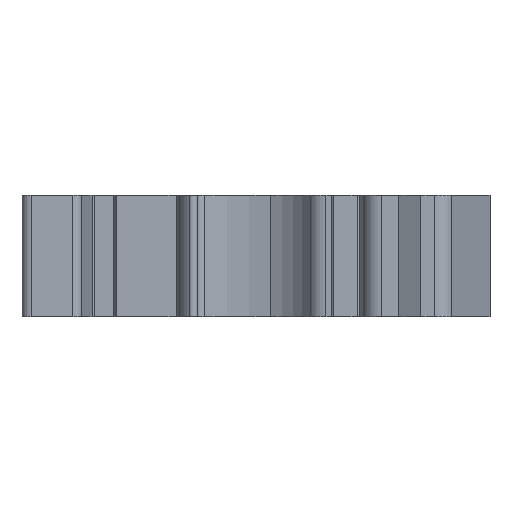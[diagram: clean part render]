
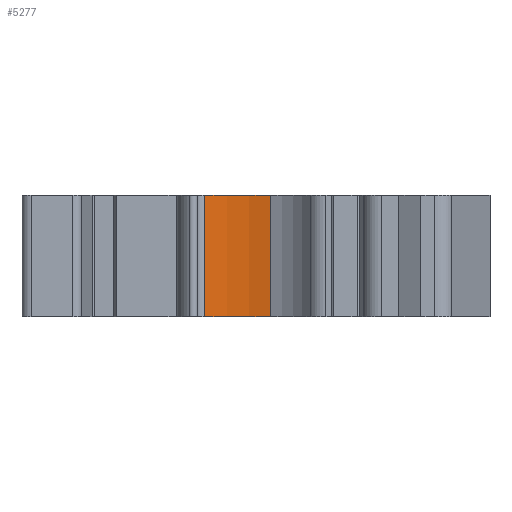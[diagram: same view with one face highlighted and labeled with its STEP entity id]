
A CAD part, front view. The second image highlights one B-rep face of the part: STEP entity #5277.
In plain terms, the highlighted cylindrical face has radius 15.95 mm (diameter 31.9 mm), a partial arc.
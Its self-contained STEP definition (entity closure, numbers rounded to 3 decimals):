
#132=CYLINDRICAL_SURFACE('',#5589,15.95);
#452=LINE('',#7983,#829);
#453=LINE('',#7989,#830);
#829=VECTOR('',#6491,1000.);
#830=VECTOR('',#6498,1000.);
#1685=ORIENTED_EDGE('',*,*,#2492,.T.);
#1686=ORIENTED_EDGE('',*,*,#2493,.T.);
#1687=ORIENTED_EDGE('',*,*,#2489,.F.);
#1688=ORIENTED_EDGE('',*,*,#2494,.F.);
#2489=EDGE_CURVE('',#2907,#2908,#452,.T.);
#2492=EDGE_CURVE('',#2909,#2910,#453,.T.);
#2493=EDGE_CURVE('',#2910,#2908,#3078,.T.);
#2494=EDGE_CURVE('',#2909,#2907,#3079,.T.);
#2907=VERTEX_POINT('',#7984);
#2908=VERTEX_POINT('',#7985);
#2909=VERTEX_POINT('',#7990);
#2910=VERTEX_POINT('',#7991);
#3078=CIRCLE('',#5590,15.95);
#3079=CIRCLE('',#5591,15.95);
#3291=EDGE_LOOP('',(#1685,#1686,#1687,#1688));
#3522=FACE_BOUND('',#3291,.T.);
#5277=ADVANCED_FACE('',(#3522),#132,.F.);
#5589=AXIS2_PLACEMENT_3D('',#7988,#6496,#6497);
#5590=AXIS2_PLACEMENT_3D('',#7992,#6499,#6500);
#5591=AXIS2_PLACEMENT_3D('',#7993,#6501,#6502);
#6491=DIRECTION('',(0.,0.,1.));
#6496=DIRECTION('',(0.,0.,1.));
#6497=DIRECTION('',(1.,0.,0.));
#6498=DIRECTION('',(0.,0.,1.));
#6499=DIRECTION('',(0.,0.,1.));
#6500=DIRECTION('',(1.,0.,0.));
#6501=DIRECTION('',(0.,0.,1.));
#6502=DIRECTION('',(1.,0.,0.));
#7983=CARTESIAN_POINT('',(-5.489,-14.3,-81.453));
#7984=CARTESIAN_POINT('',(-5.489,-14.3,-13.));
#7985=CARTESIAN_POINT('',(-5.489,-14.3,0.));
#7988=CARTESIAN_POINT('',(-2.311,-29.93,-81.453));
#7989=CARTESIAN_POINT('',(1.559,-14.457,-81.453));
#7990=CARTESIAN_POINT('',(1.559,-14.457,-13.));
#7991=CARTESIAN_POINT('',(1.559,-14.457,0.));
#7992=CARTESIAN_POINT('',(-2.311,-29.93,0.));
#7993=CARTESIAN_POINT('',(-2.311,-29.93,-13.));
